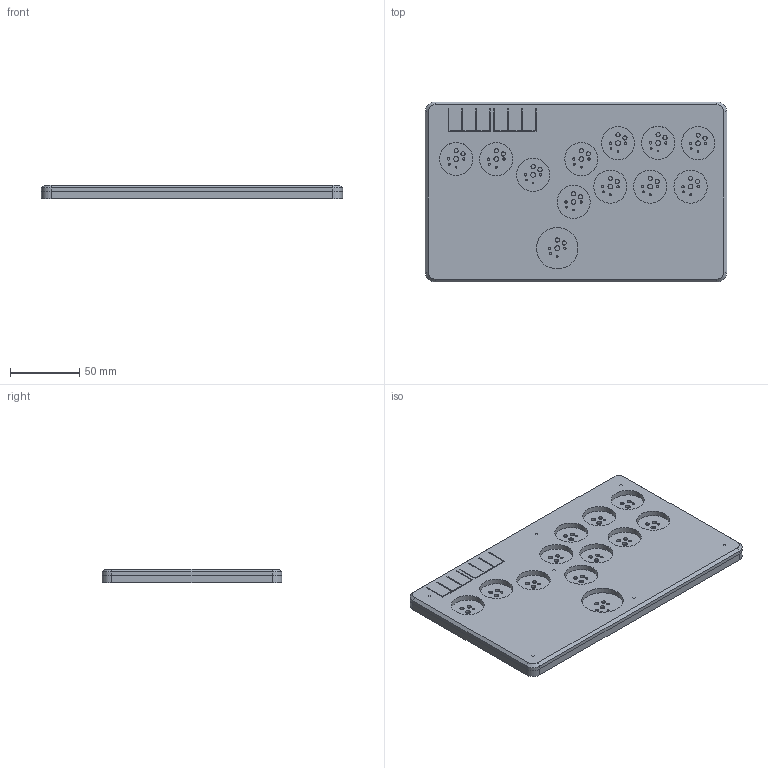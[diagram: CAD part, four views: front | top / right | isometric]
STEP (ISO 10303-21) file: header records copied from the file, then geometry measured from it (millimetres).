
FILE_DESCRIPTION(/* description */ (''),/* implementation_level */ '2;1');
FILE_NAME(/* name */ 'Flatbox-rev3-case.step',/* time_stamp */ '2022-01-12T22:18:14+01:00',/* author */ (''),/* organization */ (''),/* preprocessor_version */ 'ST-DEVELOPER v18.1',/* originating_system */ 'Autodesk Translation Framework v10.10.0.1391',/* authorisation */ '');
FILE_SCHEMA (('AUTOMOTIVE_DESIGN { 1 0 10303 214 3 1 1 }'));
Length unit declared in the file: millimetre
Products named in the file (9): Flatbox-rev3; Flatbox-rev3.step; SW_PUSH_6mm_H5mm; SOLID (1); HRO__TYPE-C-31-M-12; SOLID (2); R_0805_2012Metric; SOLID; COMPOUND
Assembly tree (14 placements, depth 4):
  Flatbox-rev3
    Flatbox-rev3.step
      SW_PUSH_6mm_H5mm  x6
        SOLID (1)
      HRO__TYPE-C-31-M-12
        SOLID (2)
      R_0805_2012Metric  x2
        SOLID
      COMPOUND
Bounding box: 218 x 130.1 x 9.8 mm (x, y, z)
Volume: 166277.9 mm3; surface area: 170874.9 mm2
Topology: 12 solids, 12 shells, 1227 faces, 3233 edges, 2107 vertices
Faces by surface type: plane 661, cylinder 539, cone 21, torus 6
Full cylindrical faces by diameter (mm): 0.5 x2, 0.65 x2, 0.762 x45, 1 x24, 1.1 x24, 1.27 x24, 1.702 x24, 2 x7, 3 x24, 3.4 x7, 3.429 x12, 3.5 x6, 5.6 x7, 6.4 x7, 10 x14, 24 x22, 30 x2
Entity records: 22219 total; most frequent: DIRECTION 3863, CARTESIAN_POINT 3647, ORIENTED_EDGE 3560, EDGE_CURVE 1780, AXIS2_PLACEMENT_3D 1384, VERTEX_POINT 1168, EDGE_LOOP 1102, LINE 1095
